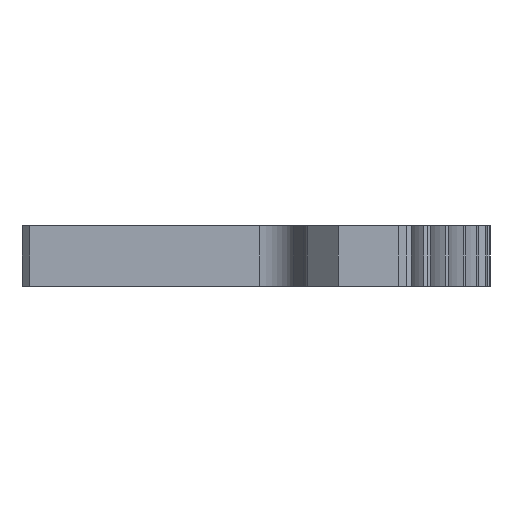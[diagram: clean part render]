
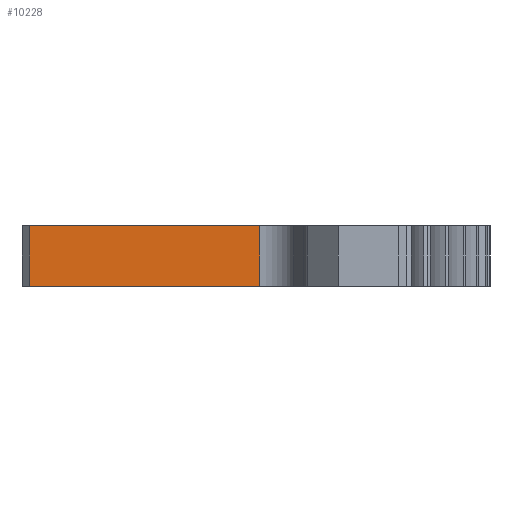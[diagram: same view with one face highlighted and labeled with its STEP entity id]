
A CAD part, front view. The second image highlights one B-rep face of the part: STEP entity #10228.
In plain terms, the highlighted planar face has unit normal (0, -1, 0).
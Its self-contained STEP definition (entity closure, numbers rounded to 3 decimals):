
#59 = EDGE_CURVE ( 'NONE', #8150, #5315, #1281, .T. ) ;
#313 = CARTESIAN_POINT ( 'NONE',  ( 0., -67.501, 0. ) ) ;
#317 = ORIENTED_EDGE ( 'NONE', *, *, #5743, .F. ) ;
#519 = EDGE_LOOP ( 'NONE', ( #317, #6697, #4259, #8083 ) ) ;
#1281 = LINE ( 'NONE', #6778, #7345 ) ;
#1598 = VERTEX_POINT ( 'NONE', #10983 ) ;
#1989 = EDGE_CURVE ( 'NONE', #11614, #8150, #11825, .T. ) ;
#3415 = CARTESIAN_POINT ( 'NONE',  ( 0., -67.501, 8. ) ) ;
#3509 = CARTESIAN_POINT ( 'NONE',  ( -59.6, -67.501, 8. ) ) ;
#4038 = CARTESIAN_POINT ( 'NONE',  ( -59.6, -67.501, 0. ) ) ;
#4259 = ORIENTED_EDGE ( 'NONE', *, *, #1989, .T. ) ;
#5013 = CARTESIAN_POINT ( 'NONE',  ( -29.291, -67.501, 8. ) ) ;
#5315 = VERTEX_POINT ( 'NONE', #4038 ) ;
#5388 = LINE ( 'NONE', #9121, #12072 ) ;
#5466 = EDGE_CURVE ( 'NONE', #1598, #11614, #5388, .T. ) ;
#5503 = FACE_OUTER_BOUND ( 'NONE', #519, .T. ) ;
#5743 = EDGE_CURVE ( 'NONE', #1598, #5315, #9653, .T. ) ;
#6481 = DIRECTION ( 'NONE',  ( 0., 0., 1. ) ) ;
#6697 = ORIENTED_EDGE ( 'NONE', *, *, #5466, .T. ) ;
#6778 = CARTESIAN_POINT ( 'NONE',  ( -59.6, -67.501, 0. ) ) ;
#7345 = VECTOR ( 'NONE', #10521, 1000. ) ;
#7966 = CARTESIAN_POINT ( 'NONE',  ( 0., -67.501, 8. ) ) ;
#8083 = ORIENTED_EDGE ( 'NONE', *, *, #59, .T. ) ;
#8150 = VERTEX_POINT ( 'NONE', #3509 ) ;
#8322 = PLANE ( 'NONE',  #9229 ) ;
#8949 = DIRECTION ( 'NONE',  ( -1., 0., 0. ) ) ;
#8950 = VECTOR ( 'NONE', #10570, 1000. ) ;
#9121 = CARTESIAN_POINT ( 'NONE',  ( -29.291, -67.501, 8. ) ) ;
#9229 = AXIS2_PLACEMENT_3D ( 'NONE', #3415, #10885, #11130 ) ;
#9653 = LINE ( 'NONE', #313, #8950 ) ;
#10228 = ADVANCED_FACE ( 'NONE', ( #5503 ), #8322, .T. ) ;
#10521 = DIRECTION ( 'NONE',  ( 0., 0., -1. ) ) ;
#10523 = VECTOR ( 'NONE', #8949, 1000. ) ;
#10570 = DIRECTION ( 'NONE',  ( -1., 0., 0. ) ) ;
#10885 = DIRECTION ( 'NONE',  ( 0., -1., 0. ) ) ;
#10983 = CARTESIAN_POINT ( 'NONE',  ( -29.291, -67.501, 0. ) ) ;
#11130 = DIRECTION ( 'NONE',  ( 1., 0., 0. ) ) ;
#11614 = VERTEX_POINT ( 'NONE', #5013 ) ;
#11825 = LINE ( 'NONE', #7966, #10523 ) ;
#12072 = VECTOR ( 'NONE', #6481, 1000. ) ;
